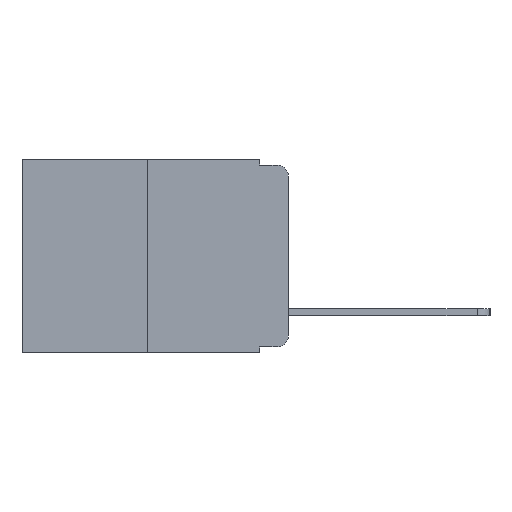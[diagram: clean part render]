
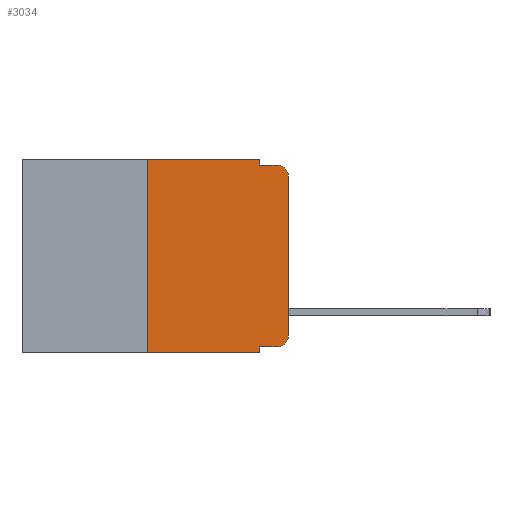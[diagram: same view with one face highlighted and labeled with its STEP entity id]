
A CAD part, left-side view. The second image highlights one B-rep face of the part: STEP entity #3034.
In plain terms, the highlighted planar face has unit normal (-1, 0, 0).
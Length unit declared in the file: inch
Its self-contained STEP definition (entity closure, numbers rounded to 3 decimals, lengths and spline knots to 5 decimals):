
#198 = DIRECTION ( 'NONE',  ( -1., 0., 0. ) ) ;
#273 = DIRECTION ( 'NONE',  ( 0., 0., 1. ) ) ;
#677 = VERTEX_POINT ( 'NONE', #21656 ) ;
#708 = CIRCLE ( 'NONE', #11479, 0.02 ) ;
#807 = VERTEX_POINT ( 'NONE', #5689 ) ;
#939 = LINE ( 'NONE', #19312, #18745 ) ;
#1113 = VECTOR ( 'NONE', #273, 39.37008 ) ;
#1929 = EDGE_CURVE ( 'NONE', #13917, #677, #6500, .T. ) ;
#2297 = LINE ( 'NONE', #9576, #6496 ) ;
#2356 = ORIENTED_EDGE ( 'NONE', *, *, #18049, .T. ) ;
#2645 = CARTESIAN_POINT ( 'NONE',  ( 0., 0.473, -0.343 ) ) ;
#3024 = ORIENTED_EDGE ( 'NONE', *, *, #12438, .F. ) ;
#3034 = ADVANCED_FACE ( 'NONE', ( #6482 ), #14829, .F. ) ;
#3110 = VECTOR ( 'NONE', #13042, 39.37008 ) ;
#3473 = EDGE_CURVE ( 'NONE', #19987, #9618, #7276, .T. ) ;
#4693 = VERTEX_POINT ( 'NONE', #5559 ) ;
#5558 = VERTEX_POINT ( 'NONE', #19743 ) ;
#5559 = CARTESIAN_POINT ( 'NONE',  ( 0., 0.051, 0. ) ) ;
#5689 = CARTESIAN_POINT ( 'NONE',  ( 0., 0.051, -0.01 ) ) ;
#6372 = DIRECTION ( 'NONE',  ( 0., 0., -1. ) ) ;
#6382 = ORIENTED_EDGE ( 'NONE', *, *, #10249, .T. ) ;
#6482 = FACE_OUTER_BOUND ( 'NONE', #9209, .T. ) ;
#6496 = VECTOR ( 'NONE', #19536, 39.37008 ) ;
#6500 = CIRCLE ( 'NONE', #13218, 0.02 ) ;
#7039 = LINE ( 'NONE', #12596, #1113 ) ;
#7276 = LINE ( 'NONE', #2645, #3110 ) ;
#7650 = DIRECTION ( 'NONE',  ( 0., -1., 0. ) ) ;
#8317 = CARTESIAN_POINT ( 'NONE',  ( 0., 0.051, -0.01 ) ) ;
#8448 = CARTESIAN_POINT ( 'NONE',  ( 0., 0.02, -0.01 ) ) ;
#8868 = DIRECTION ( 'NONE',  ( 0., 0., -1. ) ) ;
#9209 = EDGE_LOOP ( 'NONE', ( #16344, #2356, #12685, #16366, #10133, #9903, #19519, #3024, #6382, #17268 ) ) ;
#9331 = VECTOR ( 'NONE', #8868, 39.37008 ) ;
#9576 = CARTESIAN_POINT ( 'NONE',  ( 0., 0.051, 0. ) ) ;
#9618 = VERTEX_POINT ( 'NONE', #11919 ) ;
#9733 = VERTEX_POINT ( 'NONE', #20464 ) ;
#9883 = VERTEX_POINT ( 'NONE', #20747 ) ;
#9903 = ORIENTED_EDGE ( 'NONE', *, *, #13571, .F. ) ;
#10133 = ORIENTED_EDGE ( 'NONE', *, *, #11903, .F. ) ;
#10168 = DIRECTION ( 'NONE',  ( 0., -1., 0. ) ) ;
#10249 = EDGE_CURVE ( 'NONE', #9733, #13917, #13235, .T. ) ;
#10403 = LINE ( 'NONE', #18880, #9331 ) ;
#10865 = CARTESIAN_POINT ( 'NONE',  ( 0., 0.02, -0.03 ) ) ;
#11479 = AXIS2_PLACEMENT_3D ( 'NONE', #10865, #198, #12526 ) ;
#11903 = EDGE_CURVE ( 'NONE', #5558, #4693, #939, .T. ) ;
#11919 = CARTESIAN_POINT ( 'NONE',  ( 0., 0.051, -0.343 ) ) ;
#12438 = EDGE_CURVE ( 'NONE', #9733, #9618, #10403, .T. ) ;
#12526 = DIRECTION ( 'NONE',  ( 0., 0., -1. ) ) ;
#12596 = CARTESIAN_POINT ( 'NONE',  ( 0., 0., 0. ) ) ;
#12685 = ORIENTED_EDGE ( 'NONE', *, *, #16930, .F. ) ;
#12707 = VECTOR ( 'NONE', #10168, 39.37008 ) ;
#12782 = DIRECTION ( 'NONE',  ( 0., 0., -1. ) ) ;
#12863 = LINE ( 'NONE', #8317, #20642 ) ;
#13042 = DIRECTION ( 'NONE',  ( 0., -1., 0. ) ) ;
#13147 = DIRECTION ( 'NONE',  ( -1., 0., 0. ) ) ;
#13214 = CARTESIAN_POINT ( 'NONE',  ( 0., 0.02, -0.313 ) ) ;
#13218 = AXIS2_PLACEMENT_3D ( 'NONE', #13214, #13147, #12782 ) ;
#13235 = LINE ( 'NONE', #18453, #12707 ) ;
#13282 = CARTESIAN_POINT ( 'NONE',  ( 0., 0.02, -0.333 ) ) ;
#13571 = EDGE_CURVE ( 'NONE', #19987, #5558, #16074, .T. ) ;
#13917 = VERTEX_POINT ( 'NONE', #13282 ) ;
#14164 = CARTESIAN_POINT ( 'NONE',  ( 0., 0.25, 0. ) ) ;
#14767 = CARTESIAN_POINT ( 'NONE',  ( 0., 0.25, -0.343 ) ) ;
#14829 = PLANE ( 'NONE',  #17025 ) ;
#15807 = EDGE_CURVE ( 'NONE', #4693, #807, #2297, .T. ) ;
#15842 = DIRECTION ( 'NONE',  ( 0., 0., 1. ) ) ;
#16074 = LINE ( 'NONE', #14164, #19938 ) ;
#16344 = ORIENTED_EDGE ( 'NONE', *, *, #21338, .T. ) ;
#16366 = ORIENTED_EDGE ( 'NONE', *, *, #15807, .F. ) ;
#16527 = DIRECTION ( 'NONE',  ( 1., 0., 0. ) ) ;
#16930 = EDGE_CURVE ( 'NONE', #807, #20200, #12863, .T. ) ;
#17025 = AXIS2_PLACEMENT_3D ( 'NONE', #21417, #16527, #6372 ) ;
#17268 = ORIENTED_EDGE ( 'NONE', *, *, #1929, .T. ) ;
#18049 = EDGE_CURVE ( 'NONE', #9883, #20200, #708, .T. ) ;
#18453 = CARTESIAN_POINT ( 'NONE',  ( 0., 0.051, -0.333 ) ) ;
#18745 = VECTOR ( 'NONE', #7650, 39.37008 ) ;
#18880 = CARTESIAN_POINT ( 'NONE',  ( 0., 0.051, 0. ) ) ;
#19312 = CARTESIAN_POINT ( 'NONE',  ( 0., 0.473, 0. ) ) ;
#19519 = ORIENTED_EDGE ( 'NONE', *, *, #3473, .T. ) ;
#19536 = DIRECTION ( 'NONE',  ( 0., 0., -1. ) ) ;
#19743 = CARTESIAN_POINT ( 'NONE',  ( 0., 0.25, 0. ) ) ;
#19938 = VECTOR ( 'NONE', #15842, 39.37008 ) ;
#19976 = DIRECTION ( 'NONE',  ( 0., -1., 0. ) ) ;
#19987 = VERTEX_POINT ( 'NONE', #14767 ) ;
#20200 = VERTEX_POINT ( 'NONE', #8448 ) ;
#20464 = CARTESIAN_POINT ( 'NONE',  ( 0., 0.051, -0.333 ) ) ;
#20642 = VECTOR ( 'NONE', #19976, 39.37008 ) ;
#20747 = CARTESIAN_POINT ( 'NONE',  ( 0., 0., -0.03 ) ) ;
#21338 = EDGE_CURVE ( 'NONE', #677, #9883, #7039, .T. ) ;
#21417 = CARTESIAN_POINT ( 'NONE',  ( 0., 0.473, 0. ) ) ;
#21656 = CARTESIAN_POINT ( 'NONE',  ( 0., 0., -0.313 ) ) ;
